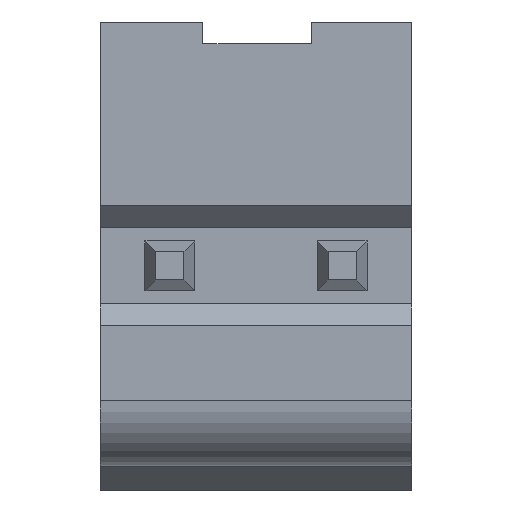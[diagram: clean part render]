
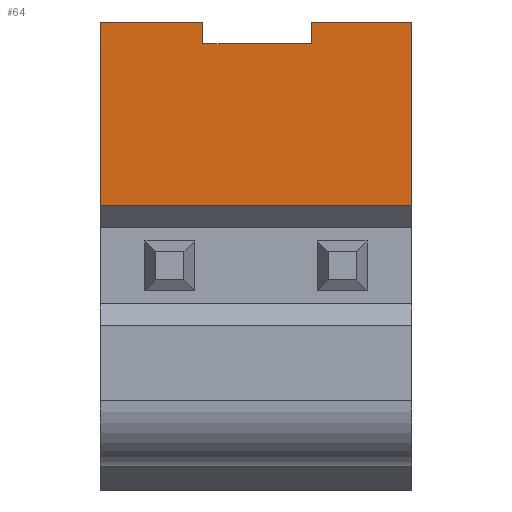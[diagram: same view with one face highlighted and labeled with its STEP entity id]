
A CAD part, front view. The second image highlights one B-rep face of the part: STEP entity #64.
In plain terms, the highlighted planar face has unit normal (0, -1, 0).
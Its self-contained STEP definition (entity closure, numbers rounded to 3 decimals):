
#64=ADVANCED_FACE('',(#143),#144,.T.);
#143=FACE_OUTER_BOUND('',#281,.T.);
#144=PLANE('',#282);
#281=EDGE_LOOP('',(#479,#480,#481,#482,#483,#484,#485,#486));
#282=AXIS2_PLACEMENT_3D('',#487,#488,#489);
#479=ORIENTED_EDGE('',*,*,#970,.T.);
#480=ORIENTED_EDGE('',*,*,#971,.F.);
#481=ORIENTED_EDGE('',*,*,#972,.F.);
#482=ORIENTED_EDGE('',*,*,#934,.T.);
#483=ORIENTED_EDGE('',*,*,#967,.T.);
#484=ORIENTED_EDGE('',*,*,#973,.F.);
#485=ORIENTED_EDGE('',*,*,#974,.F.);
#486=ORIENTED_EDGE('',*,*,#975,.T.);
#487=CARTESIAN_POINT('',(-3.58,0.0,10.2));
#488=DIRECTION('',(0.0,-1.0,0.0));
#489=DIRECTION('',(0.0,0.0,-1.0));
#934=EDGE_CURVE('',#1118,#1116,#1119,.T.);
#967=EDGE_CURVE('',#1116,#1177,#1179,.T.);
#970=EDGE_CURVE('',#1183,#1184,#1185,.T.);
#971=EDGE_CURVE('',#1186,#1184,#1187,.T.);
#972=EDGE_CURVE('',#1118,#1186,#1188,.T.);
#973=EDGE_CURVE('',#1189,#1177,#1190,.T.);
#974=EDGE_CURVE('',#1191,#1189,#1192,.T.);
#975=EDGE_CURVE('',#1191,#1183,#1193,.T.);
#1116=VERTEX_POINT('',#1384);
#1118=VERTEX_POINT('',#1387);
#1119=LINE('',#1388,#1389);
#1177=VERTEX_POINT('',#1472);
#1179=LINE('',#1475,#1476);
#1183=VERTEX_POINT('',#1482);
#1184=VERTEX_POINT('',#1483);
#1185=LINE('',#1484,#1485);
#1186=VERTEX_POINT('',#1486);
#1187=LINE('',#1487,#1488);
#1188=LINE('',#1489,#1490);
#1189=VERTEX_POINT('',#1491);
#1190=LINE('',#1492,#1493);
#1191=VERTEX_POINT('',#1494);
#1192=LINE('',#1495,#1496);
#1193=LINE('',#1497,#1498);
#1384=CARTESIAN_POINT('',(-3.58,0.0,5.975));
#1387=CARTESIAN_POINT('',(-3.58,0.0,10.2));
#1388=CARTESIAN_POINT('',(-3.58,0.0,10.2));
#1389=VECTOR('',#1786,4.225);
#1472=CARTESIAN_POINT('',(3.58,0.0,5.975));
#1475=CARTESIAN_POINT('',(-3.58,0.0,5.975));
#1476=VECTOR('',#1831,7.16);
#1482=CARTESIAN_POINT('',(1.28,0.0,9.7));
#1483=CARTESIAN_POINT('',(-1.22,0.0,9.7));
#1484=CARTESIAN_POINT('',(1.28,0.0,9.7));
#1485=VECTOR('',#1834,2.5);
#1486=CARTESIAN_POINT('',(-1.22,0.0,10.2));
#1487=CARTESIAN_POINT('',(-1.22,0.0,10.2));
#1488=VECTOR('',#1835,0.5);
#1489=CARTESIAN_POINT('',(-3.58,0.0,10.2));
#1490=VECTOR('',#1836,2.36);
#1491=CARTESIAN_POINT('',(3.58,0.0,10.2));
#1492=CARTESIAN_POINT('',(3.58,0.0,10.2));
#1493=VECTOR('',#1837,4.225);
#1494=CARTESIAN_POINT('',(1.28,0.0,10.2));
#1495=CARTESIAN_POINT('',(1.28,0.0,10.2));
#1496=VECTOR('',#1838,2.3);
#1497=CARTESIAN_POINT('',(1.28,0.0,10.2));
#1498=VECTOR('',#1839,0.5);
#1786=DIRECTION('',(0.0,0.0,-1.0));
#1831=DIRECTION('',(1.0,0.0,0.0));
#1834=DIRECTION('',(-1.0,0.0,0.0));
#1835=DIRECTION('',(0.0,0.0,-1.0));
#1836=DIRECTION('',(1.0,0.0,0.0));
#1837=DIRECTION('',(0.0,0.0,-1.0));
#1838=DIRECTION('',(1.0,0.0,0.0));
#1839=DIRECTION('',(0.0,0.0,-1.0));
